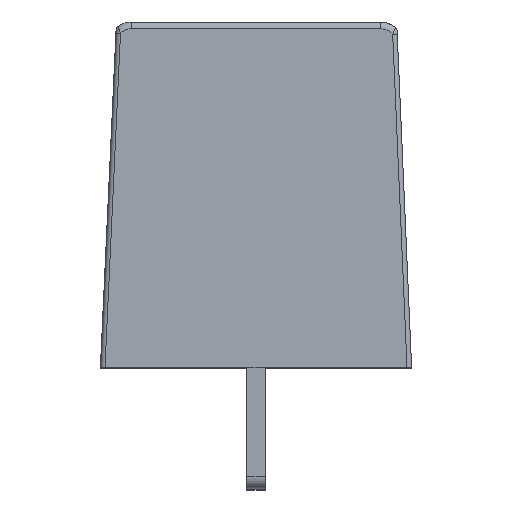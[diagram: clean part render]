
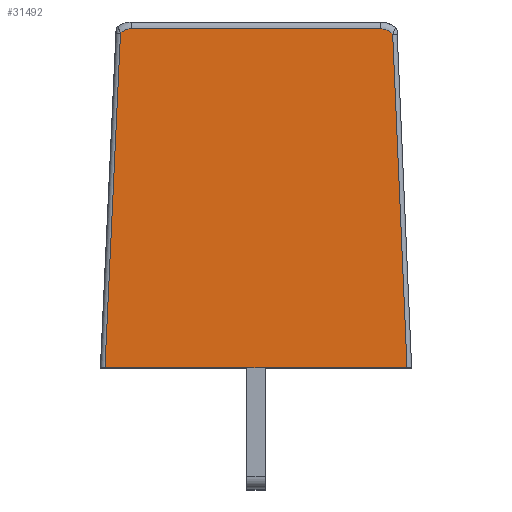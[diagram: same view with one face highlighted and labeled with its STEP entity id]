
A CAD part, top view. The second image highlights one B-rep face of the part: STEP entity #31492.
In plain terms, the highlighted planar face has unit normal (0, 0.01, 1).
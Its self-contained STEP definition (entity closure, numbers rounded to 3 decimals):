
#9028=CARTESIAN_POINT('',(-6.6,0.,
9.2));
#9147=DIRECTION('',(0.046,0.999,-0.01));
#9148=VECTOR('',#9147,14.629);
#9149=CARTESIAN_POINT('',(-6.6,0.,
9.2));
#9150=LINE('',#9149,#9148);
#9151=CARTESIAN_POINT('',(-5.442,14.103,9.06));
#9152=DIRECTION('',(0.,-0.01,-1.));
#9153=DIRECTION('',(-0.686,0.728,-0.007));
#9154=AXIS2_PLACEMENT_3D('',#9151,#9152,#9153);
#9156=CARTESIAN_POINT('',(5.442,14.103,9.06));
#9157=DIRECTION('',(0.,-0.01,-1.));
#9158=DIRECTION('',(0.,1.,-0.01));
#9159=AXIS2_PLACEMENT_3D('',#9156,#9157,#9158);
#9161=DIRECTION('',(0.043,-0.999,0.01));
#9162=VECTOR('',#9161,14.573);
#9163=CARTESIAN_POINT('',(5.973,14.559,9.055));
#9164=LINE('',#9163,#9162);
#9165=DIRECTION('',(-1.,0.,0.));
#9166=VECTOR('',#9165,13.2);
#9167=CARTESIAN_POINT('',(6.6,0.,9.2));
#9168=LINE('',#9167,#9166);
#9231=DIRECTION('',(-1.,0.,0.));
#9232=VECTOR('',#9231,10.884);
#9233=CARTESIAN_POINT('',(5.442,14.803,9.053));
#9234=LINE('',#9233,#9232);
#14981=VERTEX_POINT('',#9028);
#14983=CARTESIAN_POINT('',(6.6,0.,
9.2));
#14984=VERTEX_POINT('',#14983);
#15007=CARTESIAN_POINT('',(-5.922,14.612,
9.055));
#15008=VERTEX_POINT('',#15007);
#15009=CARTESIAN_POINT('',(-5.442,14.803,
9.053));
#15010=VERTEX_POINT('',#15009);
#15011=CARTESIAN_POINT('',(5.442,14.803,9.053));
#15012=CARTESIAN_POINT('',(5.973,14.559,9.055));
#15013=VERTEX_POINT('',#15011);
#15014=VERTEX_POINT('',#15012);
#31476=CARTESIAN_POINT('',(0.,7.401,
9.126));
#31477=DIRECTION('',(0.,0.01,1.));
#31478=DIRECTION('',(-1.,0.,0.));
#31479=AXIS2_PLACEMENT_3D('',#31476,#31477,#31478);
#31480=PLANE('',#31479);
#31481=ORIENTED_EDGE('',*,*,#31203,.T.);
#31483=ORIENTED_EDGE('',*,*,#31482,.T.);
#31485=ORIENTED_EDGE('',*,*,#31484,.F.);
#31487=ORIENTED_EDGE('',*,*,#31486,.T.);
#31488=ORIENTED_EDGE('',*,*,#31468,.T.);
#31489=ORIENTED_EDGE('',*,*,#31178,.T.);
#31490=EDGE_LOOP('',(#31481,#31483,#31485,#31487,#31488,#31489));
#31491=FACE_OUTER_BOUND('',#31490,.F.);
#9155=CIRCLE('',#9154,0.7);
#9160=CIRCLE('',#9159,0.7);
#31178=EDGE_CURVE('',#14984,#14981,#9168,.T.);
#31203=EDGE_CURVE('',#14981,#15008,#9150,.T.);
#31468=EDGE_CURVE('',#15014,#14984,#9164,.T.);
#31482=EDGE_CURVE('',#15008,#15010,#9155,.T.);
#31484=EDGE_CURVE('',#15013,#15010,#9234,.T.);
#31486=EDGE_CURVE('',#15013,#15014,#9160,.T.);
#31492=ADVANCED_FACE('',(#31491),#31480,.T.);
